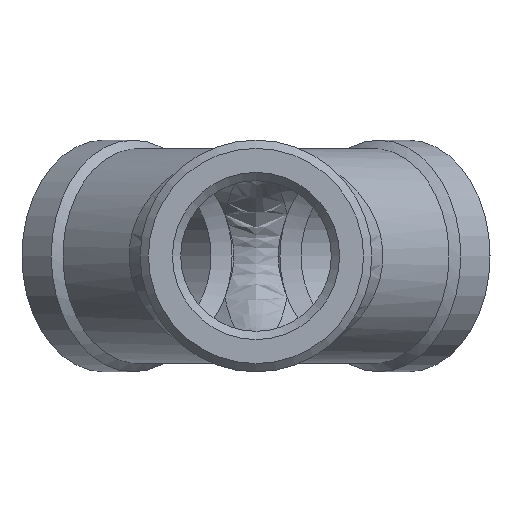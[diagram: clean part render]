
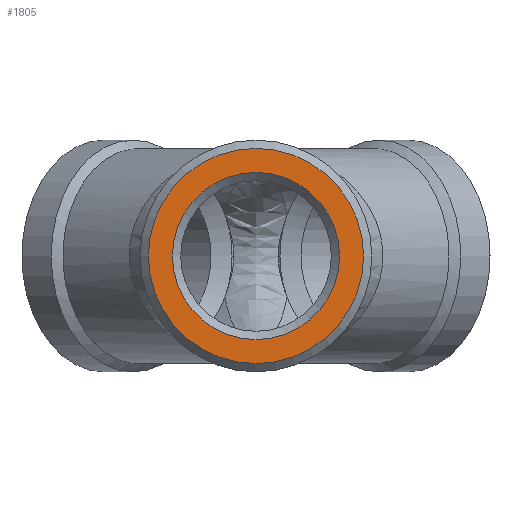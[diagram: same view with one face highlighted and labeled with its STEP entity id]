
A CAD part, front view. The second image highlights one B-rep face of the part: STEP entity #1805.
In plain terms, the highlighted planar face has unit normal (0, -1, 0).
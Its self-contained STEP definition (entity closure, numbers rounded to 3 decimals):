
#307=CIRCLE('',#1932,13.);
#308=CIRCLE('',#1933,10.1);
#684=ORIENTED_EDGE('',*,*,#1080,.F.);
#685=ORIENTED_EDGE('',*,*,#1081,.T.);
#1080=EDGE_CURVE('',#1263,#1263,#307,.T.);
#1081=EDGE_CURVE('',#1264,#1264,#308,.T.);
#1263=VERTEX_POINT('',#4393);
#1264=VERTEX_POINT('',#4395);
#1490=EDGE_LOOP('',(#684));
#1491=EDGE_LOOP('',(#685));
#1634=FACE_BOUND('',#1490,.T.);
#1635=FACE_BOUND('',#1491,.T.);
#1721=PLANE('',#1931);
#1805=ADVANCED_FACE('',(#1634,#1635),#1721,.T.);
#1931=AXIS2_PLACEMENT_3D('',#4391,#2219,#2220);
#1932=AXIS2_PLACEMENT_3D('',#4392,#2221,#2222);
#1933=AXIS2_PLACEMENT_3D('',#4394,#2223,#2224);
#2219=DIRECTION('',(0.,-1.,0.));
#2220=DIRECTION('',(0.,0.,-1.));
#2221=DIRECTION('',(0.,1.,0.));
#2222=DIRECTION('',(0.,0.,1.));
#2223=DIRECTION('',(0.,1.,0.));
#2224=DIRECTION('',(0.,0.,-1.));
#4391=CARTESIAN_POINT('',(0.,-30.,0.));
#4392=CARTESIAN_POINT('',(0.,-30.,0.));
#4393=CARTESIAN_POINT('',(0.,-30.,13.));
#4394=CARTESIAN_POINT('',(0.,-30.,0.));
#4395=CARTESIAN_POINT('',(0.,-30.,-10.1));
